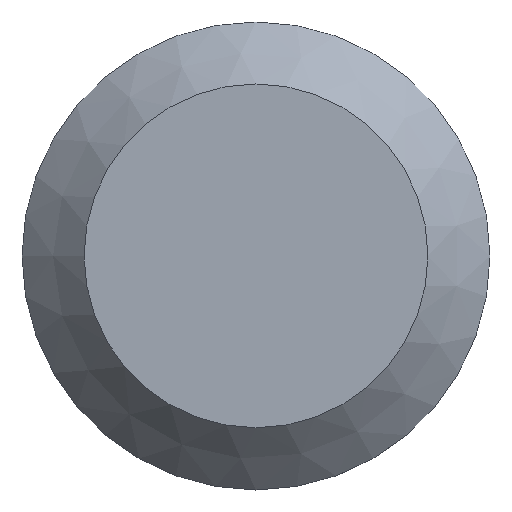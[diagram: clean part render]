
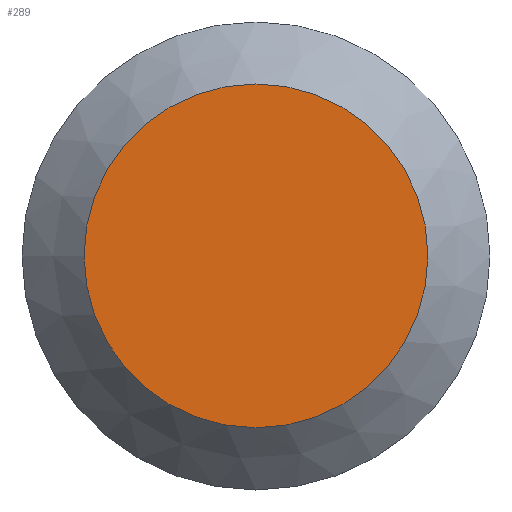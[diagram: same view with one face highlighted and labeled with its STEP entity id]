
A CAD part, top view. The second image highlights one B-rep face of the part: STEP entity #289.
In plain terms, the highlighted planar face has unit normal (0, 0, 1).
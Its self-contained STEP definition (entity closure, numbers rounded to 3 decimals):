
#22=PLANE('',#315);
#40=FACE_OUTER_BOUND('',#61,.T.);
#61=EDGE_LOOP('',(#210));
#121=CIRCLE('',#311,8.31);
#138=VERTEX_POINT('',#448);
#161=EDGE_CURVE('',#138,#138,#121,.T.);
#210=ORIENTED_EDGE('',*,*,#161,.F.);
#289=ADVANCED_FACE('',(#40),#22,.T.);
#311=AXIS2_PLACEMENT_3D('',#449,#352,#353);
#315=AXIS2_PLACEMENT_3D('',#457,#362,#363);
#352=DIRECTION('center_axis',(0.,0.,-1.));
#353=DIRECTION('ref_axis',(1.,0.,0.));
#362=DIRECTION('center_axis',(0.,0.,1.));
#363=DIRECTION('ref_axis',(1.,0.,0.));
#448=CARTESIAN_POINT('',(-8.31,0.,11.745));
#449=CARTESIAN_POINT('Origin',(0.,0.,
11.745));
#457=CARTESIAN_POINT('Origin',(0.,0.,
11.745));
